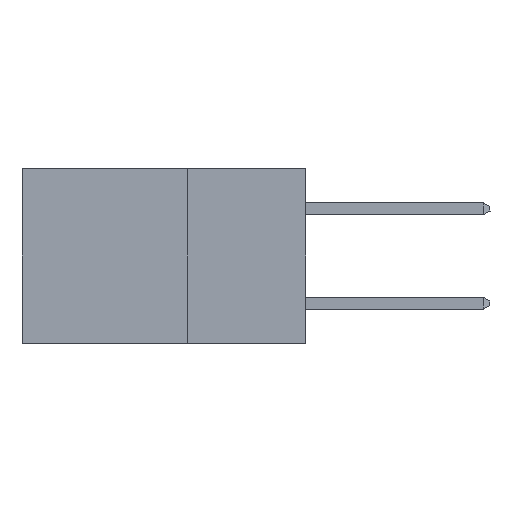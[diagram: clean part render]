
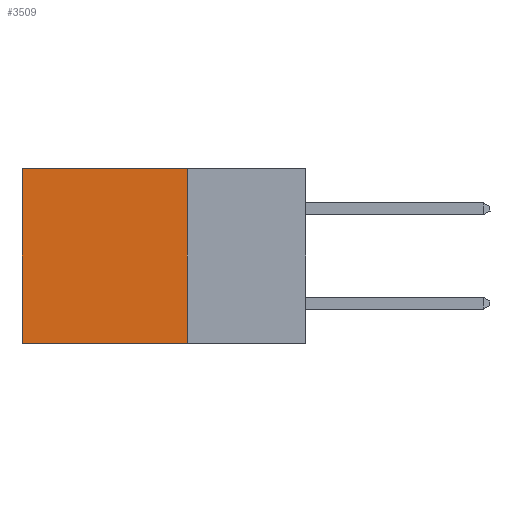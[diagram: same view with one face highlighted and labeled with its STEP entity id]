
A CAD part, left-side view. The second image highlights one B-rep face of the part: STEP entity #3509.
In plain terms, the highlighted planar face has unit normal (-1, 0, 0).
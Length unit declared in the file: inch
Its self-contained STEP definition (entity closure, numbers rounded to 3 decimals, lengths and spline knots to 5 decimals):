
#118 = VERTEX_POINT ( 'NONE', #13763 ) ;
#204 = VECTOR ( 'NONE', #1571, 39.37008 ) ;
#440 = LINE ( 'NONE', #4169, #3608 ) ;
#926 = CARTESIAN_POINT ( 'NONE',  ( 0.298, 0.25, 0. ) ) ;
#1571 = DIRECTION ( 'NONE',  ( 0., 1., 0. ) ) ;
#1758 = VERTEX_POINT ( 'NONE', #12350 ) ;
#2957 = DIRECTION ( 'NONE',  ( 0., 0., -1. ) ) ;
#3447 = ORIENTED_EDGE ( 'NONE', *, *, #21514, .T. ) ;
#3509 = ADVANCED_FACE ( 'NONE', ( #6711 ), #14879, .F. ) ;
#3608 = VECTOR ( 'NONE', #4599, 39.37008 ) ;
#3954 = CARTESIAN_POINT ( 'NONE',  ( 0.298, 0.25, 0. ) ) ;
#4169 = CARTESIAN_POINT ( 'NONE',  ( 0.298, 0.25, -0.37 ) ) ;
#4599 = DIRECTION ( 'NONE',  ( 0., 1., 0. ) ) ;
#5304 = VECTOR ( 'NONE', #16030, 39.37008 ) ;
#6597 = VECTOR ( 'NONE', #12106, 39.37008 ) ;
#6711 = FACE_OUTER_BOUND ( 'NONE', #15943, .T. ) ;
#8095 = EDGE_CURVE ( 'NONE', #22058, #118, #440, .T. ) ;
#8456 = LINE ( 'NONE', #3954, #5304 ) ;
#9475 = CARTESIAN_POINT ( 'NONE',  ( 0.298, 0.6, 0. ) ) ;
#10889 = AXIS2_PLACEMENT_3D ( 'NONE', #926, #10999, #2957 ) ;
#10999 = DIRECTION ( 'NONE',  ( 1., 0., 0. ) ) ;
#11594 = EDGE_CURVE ( 'NONE', #19253, #118, #13897, .T. ) ;
#11977 = ORIENTED_EDGE ( 'NONE', *, *, #8095, .F. ) ;
#12106 = DIRECTION ( 'NONE',  ( 0., 0., -1. ) ) ;
#12350 = CARTESIAN_POINT ( 'NONE',  ( 0.298, 0.25, 0. ) ) ;
#12534 = LINE ( 'NONE', #25745, #204 ) ;
#13763 = CARTESIAN_POINT ( 'NONE',  ( 0.298, 0.6, -0.37 ) ) ;
#13897 = LINE ( 'NONE', #17761, #6597 ) ;
#14879 = PLANE ( 'NONE',  #10889 ) ;
#15502 = CARTESIAN_POINT ( 'NONE',  ( 0.298, 0.25, -0.37 ) ) ;
#15943 = EDGE_LOOP ( 'NONE', ( #17169, #11977, #24774, #3447 ) ) ;
#16030 = DIRECTION ( 'NONE',  ( 0., 0., -1. ) ) ;
#17169 = ORIENTED_EDGE ( 'NONE', *, *, #11594, .T. ) ;
#17761 = CARTESIAN_POINT ( 'NONE',  ( 0.298, 0.6, 0. ) ) ;
#19253 = VERTEX_POINT ( 'NONE', #9475 ) ;
#20758 = EDGE_CURVE ( 'NONE', #1758, #22058, #8456, .T. ) ;
#21514 = EDGE_CURVE ( 'NONE', #1758, #19253, #12534, .T. ) ;
#22058 = VERTEX_POINT ( 'NONE', #15502 ) ;
#24774 = ORIENTED_EDGE ( 'NONE', *, *, #20758, .F. ) ;
#25745 = CARTESIAN_POINT ( 'NONE',  ( 0.298, 0.25, 0. ) ) ;
